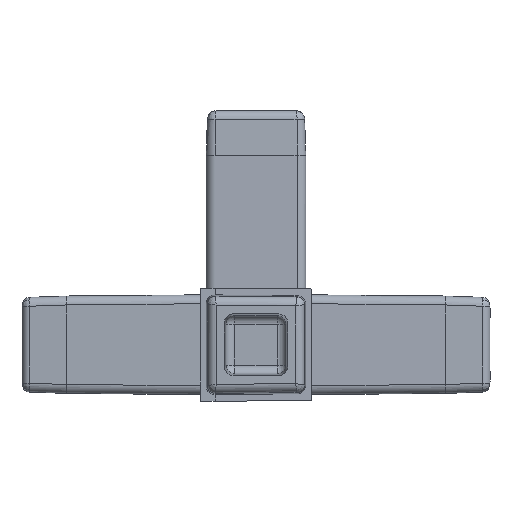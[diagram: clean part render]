
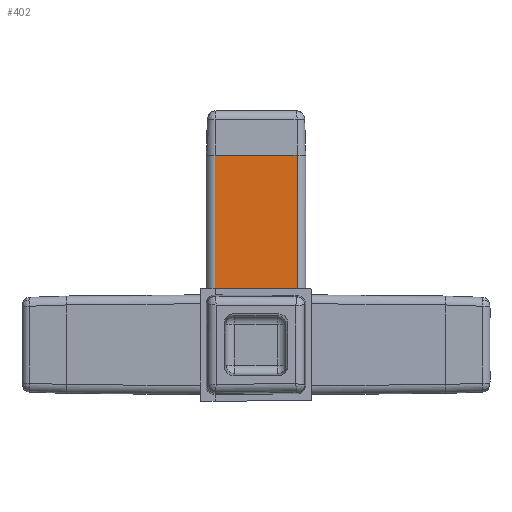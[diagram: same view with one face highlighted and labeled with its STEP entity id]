
A CAD part, left-side view. The second image highlights one B-rep face of the part: STEP entity #402.
In plain terms, the highlighted planar face has unit normal (-1, -0.009, 0).
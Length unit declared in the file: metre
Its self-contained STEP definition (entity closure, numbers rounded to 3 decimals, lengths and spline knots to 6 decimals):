
#402=ADVANCED_FACE('',(#954),#955,.T.);
#954=FACE_OUTER_BOUND('',#2338,.T.);
#955=PLANE('',#2339);
#2338=EDGE_LOOP('',(#6291,#6292,#6293,#6294,#6295));
#2339=AXIS2_PLACEMENT_3D('',#6296,#6297,#6298);
#6291=ORIENTED_EDGE('',*,*,#7909,.F.);
#6292=ORIENTED_EDGE('',*,*,#7910,.T.);
#6293=ORIENTED_EDGE('',*,*,#7911,.F.);
#6294=ORIENTED_EDGE('',*,*,#7912,.T.);
#6295=ORIENTED_EDGE('',*,*,#7913,.F.);
#6296=CARTESIAN_POINT('',(-0.011168,0.001334,0.011176));
#6297=DIRECTION('',(-1.,-0.009,0.0));
#6298=DIRECTION('',(-0.009,1.,0.0));
#7909=EDGE_CURVE('',#8921,#8922,#8923,.T.);
#7910=EDGE_CURVE('',#8921,#8924,#8925,.T.);
#7911=EDGE_CURVE('',#8926,#8924,#8927,.T.);
#7912=EDGE_CURVE('',#8926,#8928,#8929,.T.);
#7913=EDGE_CURVE('',#8922,#8928,#8930,.T.);
#8921=VERTEX_POINT('',#11275);
#8922=VERTEX_POINT('',#11276);
#8923=LINE('',#11277,#11278);
#8924=VERTEX_POINT('',#11279);
#8925=LINE('',#11280,#11281);
#8926=VERTEX_POINT('',#11282);
#8927=LINE('',#11283,#11284);
#8928=VERTEX_POINT('',#11285);
#8929=LINE('',#11286,#11287);
#8930=LINE('',#11288,#11289);
#11275=CARTESIAN_POINT('',(-0.011186,0.003348,0.012729));
#11276=CARTESIAN_POINT('',(-0.011349,0.022017,0.012892));
#11277=CARTESIAN_POINT('',(-0.011155,-0.000208,0.012698));
#11278=VECTOR('',#12945,1.0);
#11279=CARTESIAN_POINT('',(-0.011186,0.003348,0.04318));
#11280=CARTESIAN_POINT('',(-0.011186,0.003348,0.027955));
#11281=VECTOR('',#12946,1.0);
#11282=CARTESIAN_POINT('',(-0.011349,0.022017,0.04318));
#11283=CARTESIAN_POINT('',(-0.011168,0.001334,0.04318));
#11284=VECTOR('',#12947,1.0);
#11285=CARTESIAN_POINT('',(-0.011349,0.022017,0.012892));
#11286=CARTESIAN_POINT('',(-0.011349,0.022017,0.028036));
#11287=VECTOR('',#12948,1.0);
#11288=CARTESIAN_POINT('',(-0.011349,0.02203,0.012892));
#11289=VECTOR('',#12949,1.0);
#12945=DIRECTION('',(-0.009,1.,0.009));
#12946=DIRECTION('',(0.0,0.0,1.0));
#12947=DIRECTION('',(0.009,-1.,0.0));
#12948=DIRECTION('',(0.0,0.0,-1.0));
#12949=DIRECTION('',(-0.009,1.,-0.009));
